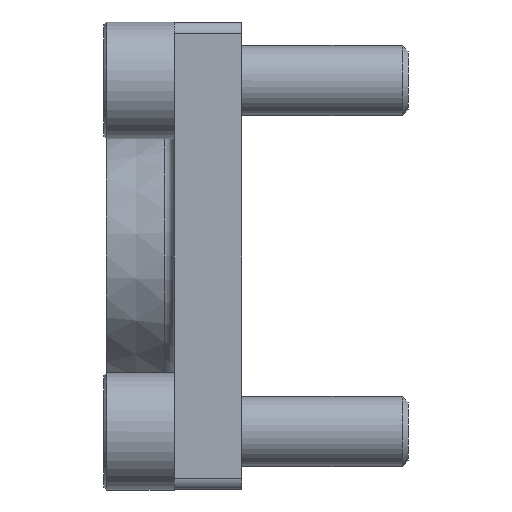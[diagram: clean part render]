
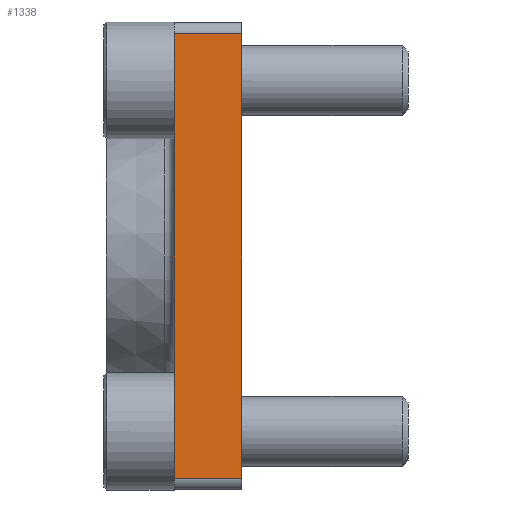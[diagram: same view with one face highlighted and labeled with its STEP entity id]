
A CAD part, left-side view. The second image highlights one B-rep face of the part: STEP entity #1338.
In plain terms, the highlighted planar face has unit normal (-1, 0, 0).
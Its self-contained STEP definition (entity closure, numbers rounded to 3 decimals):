
#196 = EDGE_CURVE ( 'NONE', #856, #1016, #837, .T. ) ;
#209 = CARTESIAN_POINT ( 'NONE',  ( -40., 0., 19. ) ) ;
#252 = CARTESIAN_POINT ( 'NONE',  ( -40., 0., -19. ) ) ;
#253 = EDGE_CURVE ( 'NONE', #603, #543, #1067, .T. ) ;
#307 = ORIENTED_EDGE ( 'NONE', *, *, #196, .T. ) ;
#379 = EDGE_CURVE ( 'NONE', #603, #856, #871, .T. ) ;
#422 = DIRECTION ( 'NONE',  ( 0., 0., -1. ) ) ;
#424 = VECTOR ( 'NONE', #1561, 1000. ) ;
#499 = EDGE_LOOP ( 'NONE', ( #1264, #934, #307, #1364 ) ) ;
#529 = AXIS2_PLACEMENT_3D ( 'NONE', #1097, #1302, #422 ) ;
#535 = LINE ( 'NONE', #1345, #1411 ) ;
#543 = VERTEX_POINT ( 'NONE', #1290 ) ;
#603 = VERTEX_POINT ( 'NONE', #1168 ) ;
#711 = DIRECTION ( 'NONE',  ( 0., 1., 0. ) ) ;
#837 = LINE ( 'NONE', #1188, #424 ) ;
#848 = CARTESIAN_POINT ( 'NONE',  ( -40., 0., -19. ) ) ;
#856 = VERTEX_POINT ( 'NONE', #848 ) ;
#871 = LINE ( 'NONE', #252, #932 ) ;
#932 = VECTOR ( 'NONE', #1007, 1000. ) ;
#934 = ORIENTED_EDGE ( 'NONE', *, *, #379, .T. ) ;
#1007 = DIRECTION ( 'NONE',  ( 0., -1., 0. ) ) ;
#1016 = VERTEX_POINT ( 'NONE', #209 ) ;
#1067 = LINE ( 'NONE', #1470, #1413 ) ;
#1097 = CARTESIAN_POINT ( 'NONE',  ( -40., 5.8, -20. ) ) ;
#1168 = CARTESIAN_POINT ( 'NONE',  ( -40., 5.8, -19. ) ) ;
#1188 = CARTESIAN_POINT ( 'NONE',  ( -40., 0., -20. ) ) ;
#1264 = ORIENTED_EDGE ( 'NONE', *, *, #253, .F. ) ;
#1290 = CARTESIAN_POINT ( 'NONE',  ( -40., 5.8, 19. ) ) ;
#1302 = DIRECTION ( 'NONE',  ( 1., 0., 0. ) ) ;
#1331 = FACE_OUTER_BOUND ( 'NONE', #499, .T. ) ;
#1338 = ADVANCED_FACE ( 'NONE', ( #1331 ), #1429, .F. ) ;
#1345 = CARTESIAN_POINT ( 'NONE',  ( -40., 5.8, 19. ) ) ;
#1364 = ORIENTED_EDGE ( 'NONE', *, *, #1397, .T. ) ;
#1397 = EDGE_CURVE ( 'NONE', #1016, #543, #535, .T. ) ;
#1411 = VECTOR ( 'NONE', #711, 1000. ) ;
#1413 = VECTOR ( 'NONE', #1513, 1000. ) ;
#1429 = PLANE ( 'NONE',  #529 ) ;
#1470 = CARTESIAN_POINT ( 'NONE',  ( -40., 5.8, -20. ) ) ;
#1513 = DIRECTION ( 'NONE',  ( 0., 0., 1. ) ) ;
#1561 = DIRECTION ( 'NONE',  ( 0., 0., 1. ) ) ;
